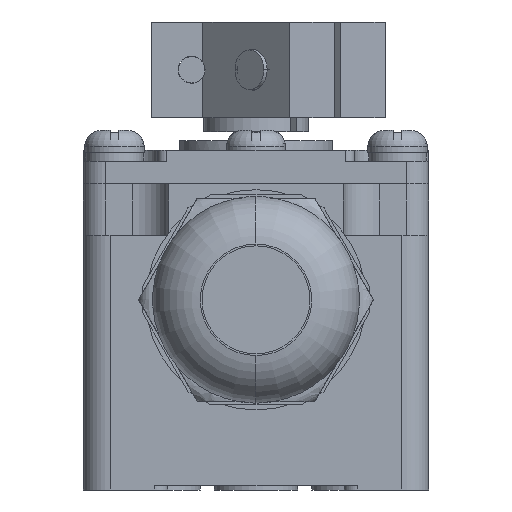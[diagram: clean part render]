
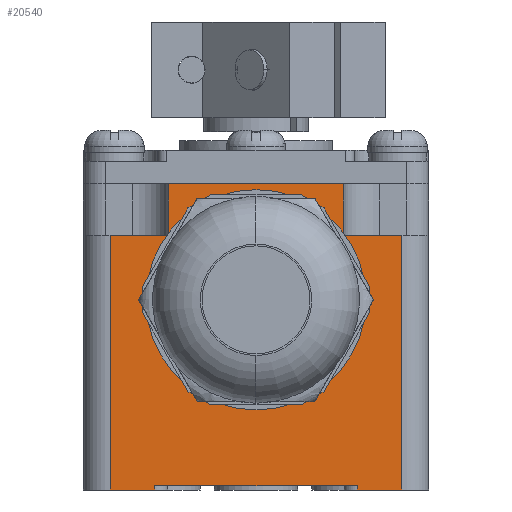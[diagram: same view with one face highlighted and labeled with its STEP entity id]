
A CAD part, front view. The second image highlights one B-rep face of the part: STEP entity #20540.
In plain terms, the highlighted planar face has unit normal (0, -1, 0).
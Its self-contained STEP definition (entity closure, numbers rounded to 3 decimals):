
#11 = VECTOR ( 'NONE', #9629, 1000. ) ;
#22 = VERTEX_POINT ( 'NONE', #18912 ) ;
#133 = ORIENTED_EDGE ( 'NONE', *, *, #20569, .F. ) ;
#437 = CARTESIAN_POINT ( 'NONE',  ( 11.45, -34., 0. ) ) ;
#484 = CARTESIAN_POINT ( 'NONE',  ( 16.5, -34., -0.5 ) ) ;
#619 = VERTEX_POINT ( 'NONE', #8158 ) ;
#777 = CARTESIAN_POINT ( 'NONE',  ( -9.875, -34., 28.3 ) ) ;
#836 = VECTOR ( 'NONE', #15763, 1000. ) ;
#1026 = DIRECTION ( 'NONE',  ( 0., 1., 0. ) ) ;
#1047 = EDGE_CURVE ( 'NONE', #11507, #9839, #17185, .T. ) ;
#1076 = ORIENTED_EDGE ( 'NONE', *, *, #14011, .F. ) ;
#1136 = CARTESIAN_POINT ( 'NONE',  ( -19.5, -34., 34.1 ) ) ;
#1392 = EDGE_LOOP ( 'NONE', ( #133, #10524, #1076, #18118, #2408, #9147, #16109, #17806, #8621, #2633, #5075, #12042 ) ) ;
#1632 = VERTEX_POINT ( 'NONE', #14081 ) ;
#1732 = VERTEX_POINT ( 'NONE', #19069 ) ;
#1845 = CIRCLE ( 'NONE', #11405, 11.5 ) ;
#1976 = EDGE_LOOP ( 'NONE', ( #6881, #9987 ) ) ;
#2021 = CARTESIAN_POINT ( 'NONE',  ( 9.875, -34., 28.3 ) ) ;
#2062 = DIRECTION ( 'NONE',  ( 0., 1., 0. ) ) ;
#2224 = VECTOR ( 'NONE', #10563, 1000. ) ;
#2267 = EDGE_CURVE ( 'NONE', #5474, #619, #6736, .T. ) ;
#2328 = LINE ( 'NONE', #18694, #10009 ) ;
#2408 = ORIENTED_EDGE ( 'NONE', *, *, #1047, .F. ) ;
#2633 = ORIENTED_EDGE ( 'NONE', *, *, #17364, .T. ) ;
#2961 = LINE ( 'NONE', #12912, #18168 ) ;
#3438 = VERTEX_POINT ( 'NONE', #7266 ) ;
#3832 = EDGE_CURVE ( 'NONE', #11507, #19694, #15375, .T. ) ;
#4118 = EDGE_CURVE ( 'NONE', #5295, #3438, #8291, .T. ) ;
#4336 = FACE_OUTER_BOUND ( 'NONE', #1392, .T. ) ;
#4844 = CARTESIAN_POINT ( 'NONE',  ( -16.5, -34., -0.5 ) ) ;
#5075 = ORIENTED_EDGE ( 'NONE', *, *, #5469, .F. ) ;
#5295 = VERTEX_POINT ( 'NONE', #17383 ) ;
#5401 = LINE ( 'NONE', #11939, #14215 ) ;
#5415 = CARTESIAN_POINT ( 'NONE',  ( -16.5, -34., 34.1 ) ) ;
#5469 = EDGE_CURVE ( 'NONE', #13223, #19582, #6746, .T. ) ;
#5474 = VERTEX_POINT ( 'NONE', #6428 ) ;
#5826 = DIRECTION ( 'NONE',  ( 0., 0., 1. ) ) ;
#6428 = CARTESIAN_POINT ( 'NONE',  ( 9.875, -34., 28.3 ) ) ;
#6736 = LINE ( 'NONE', #2021, #6740 ) ;
#6740 = VECTOR ( 'NONE', #16999, 1000. ) ;
#6746 = LINE ( 'NONE', #21080, #11 ) ;
#6881 = ORIENTED_EDGE ( 'NONE', *, *, #13960, .T. ) ;
#7145 = DIRECTION ( 'NONE',  ( 1., 0., 0. ) ) ;
#7266 = CARTESIAN_POINT ( 'NONE',  ( -11.45, -34., 0. ) ) ;
#7452 = CARTESIAN_POINT ( 'NONE',  ( -19.5, -34., 28.3 ) ) ;
#7563 = EDGE_CURVE ( 'NONE', #9839, #22, #18630, .T. ) ;
#7771 = PLANE ( 'NONE',  #14914 ) ;
#7838 = LINE ( 'NONE', #9226, #836 ) ;
#8158 = CARTESIAN_POINT ( 'NONE',  ( 9.875, -34., 34.1 ) ) ;
#8291 = LINE ( 'NONE', #10211, #16076 ) ;
#8366 = VERTEX_POINT ( 'NONE', #20855 ) ;
#8621 = ORIENTED_EDGE ( 'NONE', *, *, #16550, .T. ) ;
#9147 = ORIENTED_EDGE ( 'NONE', *, *, #3832, .T. ) ;
#9179 = LINE ( 'NONE', #17296, #2224 ) ;
#9226 = CARTESIAN_POINT ( 'NONE',  ( 11.45, -34., 34.1 ) ) ;
#9253 = CARTESIAN_POINT ( 'NONE',  ( -16.5, -34., 28.3 ) ) ;
#9629 = DIRECTION ( 'NONE',  ( -1., 0., 0. ) ) ;
#9839 = VERTEX_POINT ( 'NONE', #20684 ) ;
#9987 = ORIENTED_EDGE ( 'NONE', *, *, #17177, .T. ) ;
#10007 = DIRECTION ( 'NONE',  ( 0., 0., 1. ) ) ;
#10009 = VECTOR ( 'NONE', #7145, 1000. ) ;
#10211 = CARTESIAN_POINT ( 'NONE',  ( -11.45, -34., 34.1 ) ) ;
#10524 = ORIENTED_EDGE ( 'NONE', *, *, #2267, .T. ) ;
#10563 = DIRECTION ( 'NONE',  ( -1., 0., 0. ) ) ;
#10863 = CARTESIAN_POINT ( 'NONE',  ( 11.45, -34., -0.5 ) ) ;
#11095 = DIRECTION ( 'NONE',  ( 0., 0., 1. ) ) ;
#11282 = CARTESIAN_POINT ( 'NONE',  ( 19.5, -34., 28.3 ) ) ;
#11300 = DIRECTION ( 'NONE',  ( 0., 1., 0. ) ) ;
#11405 = AXIS2_PLACEMENT_3D ( 'NONE', #16623, #2062, #13619 ) ;
#11507 = VERTEX_POINT ( 'NONE', #9253 ) ;
#11939 = CARTESIAN_POINT ( 'NONE',  ( 16.5, -34., 34.1 ) ) ;
#12042 = ORIENTED_EDGE ( 'NONE', *, *, #20427, .T. ) ;
#12318 = DIRECTION ( 'NONE',  ( 0., 0., 1. ) ) ;
#12894 = DIRECTION ( 'NONE',  ( 1., 0., 0. ) ) ;
#12912 = CARTESIAN_POINT ( 'NONE',  ( -19.5, -34., 34.1 ) ) ;
#13223 = VERTEX_POINT ( 'NONE', #484 ) ;
#13619 = DIRECTION ( 'NONE',  ( 0., 0., 1. ) ) ;
#13960 = EDGE_CURVE ( 'NONE', #1632, #8366, #18863, .T. ) ;
#14011 = EDGE_CURVE ( 'NONE', #22, #619, #2961, .T. ) ;
#14081 = CARTESIAN_POINT ( 'NONE',  ( 0., -34., 9.5 ) ) ;
#14215 = VECTOR ( 'NONE', #10007, 1000. ) ;
#14714 = DIRECTION ( 'NONE',  ( 1., 0., 0. ) ) ;
#14914 = AXIS2_PLACEMENT_3D ( 'NONE', #1136, #1026, #5826 ) ;
#15375 = LINE ( 'NONE', #5415, #19802 ) ;
#15763 = DIRECTION ( 'NONE',  ( 0., 0., -1. ) ) ;
#15809 = DIRECTION ( 'NONE',  ( 1., 0., 0. ) ) ;
#16076 = VECTOR ( 'NONE', #19724, 1000. ) ;
#16109 = ORIENTED_EDGE ( 'NONE', *, *, #18129, .F. ) ;
#16230 = CARTESIAN_POINT ( 'NONE',  ( 0., -34., 21. ) ) ;
#16550 = EDGE_CURVE ( 'NONE', #3438, #17582, #2328, .T. ) ;
#16623 = CARTESIAN_POINT ( 'NONE',  ( 0., -34., 21. ) ) ;
#16999 = DIRECTION ( 'NONE',  ( 0., 0., 1. ) ) ;
#17074 = FACE_BOUND ( 'NONE', #1976, .T. ) ;
#17154 = AXIS2_PLACEMENT_3D ( 'NONE', #16230, #11300, #11095 ) ;
#17177 = EDGE_CURVE ( 'NONE', #8366, #1632, #1845, .T. ) ;
#17185 = LINE ( 'NONE', #7452, #18666 ) ;
#17296 = CARTESIAN_POINT ( 'NONE',  ( -9.95, -34., -0.5 ) ) ;
#17364 = EDGE_CURVE ( 'NONE', #17582, #19582, #7838, .T. ) ;
#17383 = CARTESIAN_POINT ( 'NONE',  ( -11.45, -34., -0.5 ) ) ;
#17582 = VERTEX_POINT ( 'NONE', #437 ) ;
#17663 = VECTOR ( 'NONE', #12894, 1000. ) ;
#17806 = ORIENTED_EDGE ( 'NONE', *, *, #4118, .T. ) ;
#18118 = ORIENTED_EDGE ( 'NONE', *, *, #7563, .F. ) ;
#18129 = EDGE_CURVE ( 'NONE', #5295, #19694, #9179, .T. ) ;
#18168 = VECTOR ( 'NONE', #14714, 1000. ) ;
#18630 = LINE ( 'NONE', #777, #19275 ) ;
#18666 = VECTOR ( 'NONE', #15809, 1000. ) ;
#18694 = CARTESIAN_POINT ( 'NONE',  ( -19.5, -34., 0. ) ) ;
#18863 = CIRCLE ( 'NONE', #17154, 11.5 ) ;
#18912 = CARTESIAN_POINT ( 'NONE',  ( -9.875, -34., 34.1 ) ) ;
#19069 = CARTESIAN_POINT ( 'NONE',  ( 16.5, -34., 28.3 ) ) ;
#19275 = VECTOR ( 'NONE', #12318, 1000. ) ;
#19582 = VERTEX_POINT ( 'NONE', #10863 ) ;
#19694 = VERTEX_POINT ( 'NONE', #4844 ) ;
#19724 = DIRECTION ( 'NONE',  ( 0., 0., 1. ) ) ;
#19802 = VECTOR ( 'NONE', #19958, 1000. ) ;
#19958 = DIRECTION ( 'NONE',  ( 0., 0., -1. ) ) ;
#20427 = EDGE_CURVE ( 'NONE', #13223, #1732, #5401, .T. ) ;
#20540 = ADVANCED_FACE ( 'NONE', ( #17074, #4336 ), #7771, .F. ) ;
#20569 = EDGE_CURVE ( 'NONE', #5474, #1732, #21010, .T. ) ;
#20684 = CARTESIAN_POINT ( 'NONE',  ( -9.875, -34., 28.3 ) ) ;
#20855 = CARTESIAN_POINT ( 'NONE',  ( 0., -34., 32.5 ) ) ;
#21010 = LINE ( 'NONE', #11282, #17663 ) ;
#21080 = CARTESIAN_POINT ( 'NONE',  ( 16.5, -34., -0.5 ) ) ;
